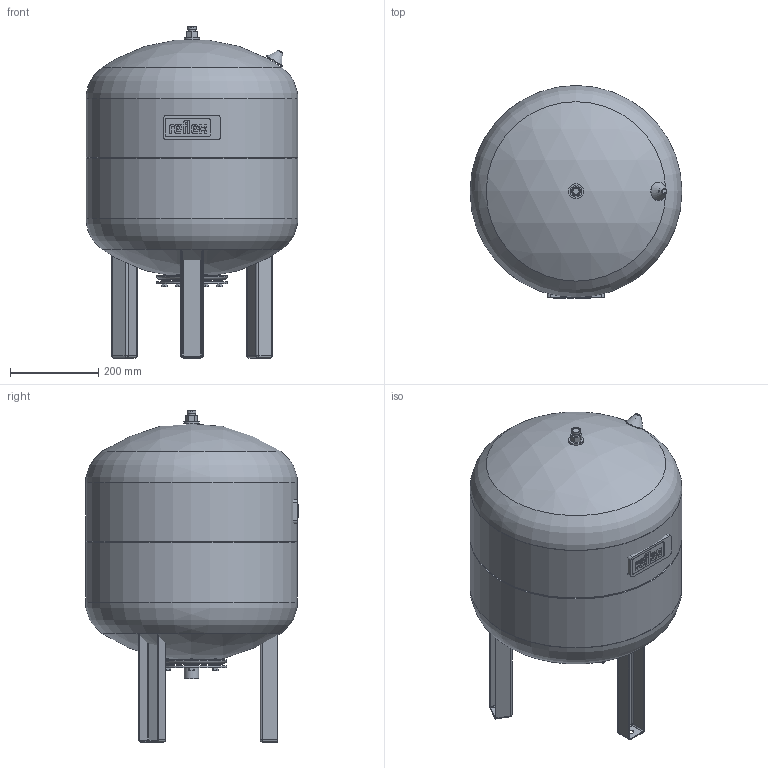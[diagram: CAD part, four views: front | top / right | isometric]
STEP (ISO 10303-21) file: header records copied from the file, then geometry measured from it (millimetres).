
FILE_DESCRIPTION(/* description */ (''),/* implementation_level */ '2;1');
FILE_NAME(/* name */ '3d_RefixDE80_16bar-7348600.stp',/* time_stamp */ '2023-06-19T14:25:41+02:00',/* author */ ('Andrzej'),/* organization */ (''),/* preprocessor_version */ 'ST-DEVELOPER v16.13',/* originating_system */ 'AutoCAD Mechanical',/* authorisation */ '');
FILE_SCHEMA (('AUTOMOTIVE_DESIGN { 1 0 10303 214 3 1 1 }'));
Length unit declared in the file: millimetre
Products named in the file (1): Product
Bounding box: 480 x 482.27 x 752 mm (x, y, z)
Volume: 81487418.1 mm3; surface area: 2008582.4 mm2
Topology: 19 solids, 19 shells, 411 faces, 973 edges, 615 vertices
Faces by surface type: plane 210, cylinder 153, torus 22, sphere 14, cone 12
Full cylindrical faces by diameter (mm): 6 x1, 8 x12, 9 x1, 13 x3, 14.1 x1, 16 x3, 17.1 x1, 20 x1, 33.7 x1, 34 x1, 89 x1, 140 x1, 150 x1, 160 x2, 480 x4
Entity records: 11431 total; most frequent: DIRECTION 2066, CARTESIAN_POINT 1912, ORIENTED_EDGE 1790, EDGE_CURVE 895, AXIS2_PLACEMENT_3D 759, VERTEX_POINT 605, LINE 548, VECTOR 548
